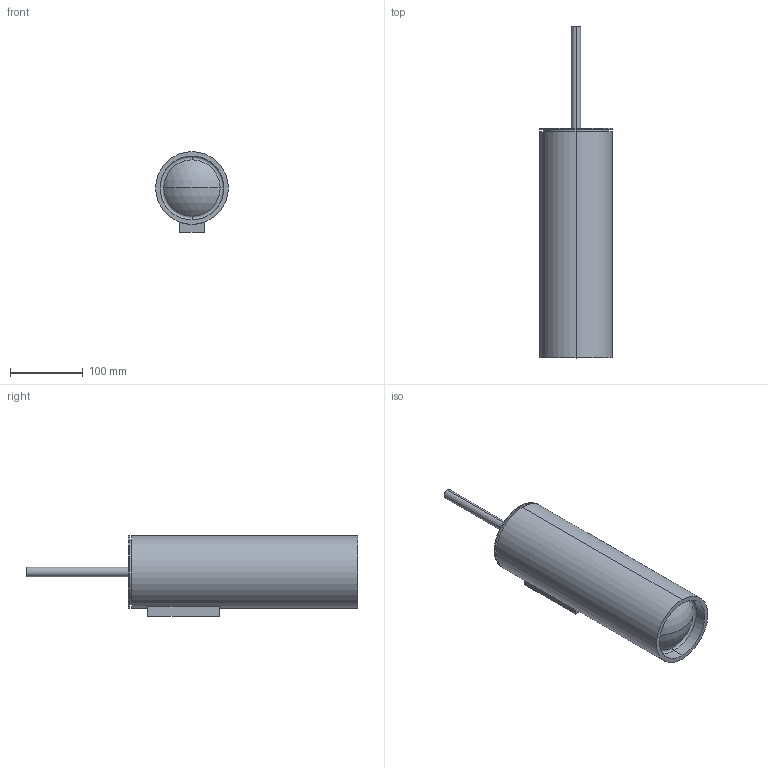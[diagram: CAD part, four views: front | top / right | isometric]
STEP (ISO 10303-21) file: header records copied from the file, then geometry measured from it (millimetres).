
FILE_DESCRIPTION (( 'STEP AP203' ), '1' );
FILE_NAME ('83910979-00.STEP', '2018-07-04T06:01:56', ( '' ), ( '' ), 'SwSTEP 2.0', 'SolidWorks 2017', '' );
FILE_SCHEMA (( 'CONFIG_CONTROL_DESIGN' ));
Length unit declared in the file: millimetre
Products named in the file (3): 83910979-00; Planungsmodell_Halter-+-83.910.979-02_ _K1; Planungsmodell_Toilettenbürste-+-83.910.979-01_ _k1
Assembly tree (2 placements, depth 2):
  83910979-00
    Planungsmodell_Toilettenbürste-+-83.910.979-01_ _k1
    Planungsmodell_Halter-+-83.910.979-02_ _K1
Bounding box: 100 x 457 x 111.02 mm (x, y, z)
Volume: 2469513.1 mm3; surface area: 139834.9 mm2
Topology: 2 solids, 2 shells, 27 faces, 57 edges, 36 vertices
Faces by surface type: cylinder 12, plane 9, cone 2, torus 2, sphere 2
Entity records: 1030 total; most frequent: DIRECTION 151, CARTESIAN_POINT 123, ORIENTED_EDGE 110, AXIS2_PLACEMENT_3D 64, EDGE_CURVE 55, VERTEX_POINT 36, CIRCLE 32, EDGE_LOOP 31
